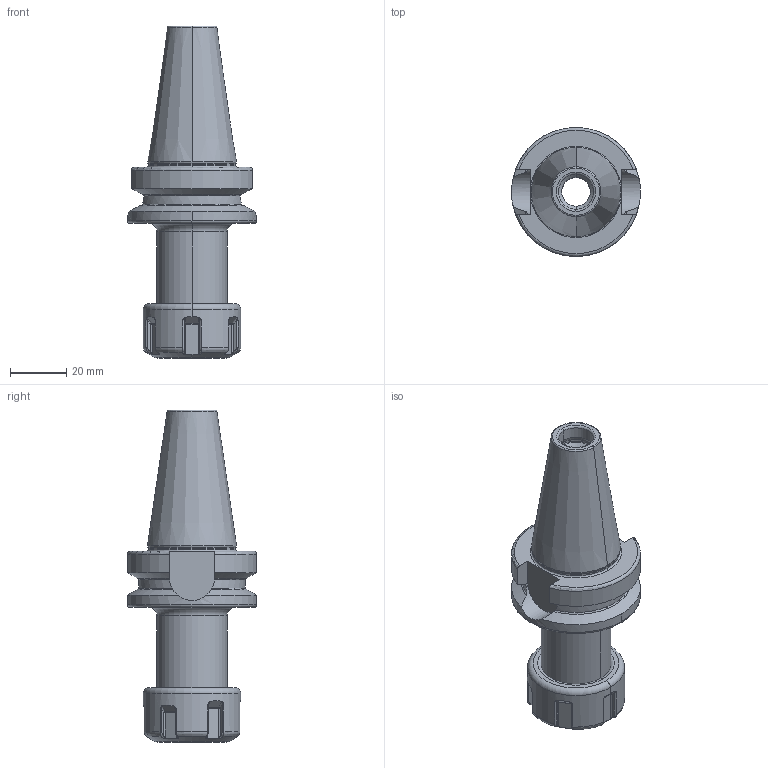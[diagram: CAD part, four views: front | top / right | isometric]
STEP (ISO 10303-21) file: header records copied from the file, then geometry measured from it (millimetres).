
FILE_DESCRIPTION((''),'2;1');
FILE_NAME('305_02_13','2020-07-14T',('104091'),(''),'CREO PARAMETRIC BY PTC INC, 2015290','CREO PARAMETRIC BY PTC INC, 2015290','');
FILE_SCHEMA(('CONFIG_CONTROL_DESIGN'));
Length unit declared in the file: millimetre
Products named in the file (1): 305_02_13
Bounding box: 46 x 46 x 118.4 mm (x, y, z)
Volume: 66983.9 mm3; surface area: 20076.3 mm2
Topology: 1 solids, 1 shells, 252 faces, 612 edges, 368 vertices
Faces by surface type: bspline 62, cylinder 60, plane 52, torus 46, cone 20, sphere 12
Entity records: 9983 total; most frequent: CARTESIAN_POINT 4496, ORIENTED_EDGE 1224, DIRECTION 1002, EDGE_CURVE 612, AXIS2_PLACEMENT_3D 397, VERTEX_POINT 368, EDGE_LOOP 260, FACE_OUTER_BOUND 252
